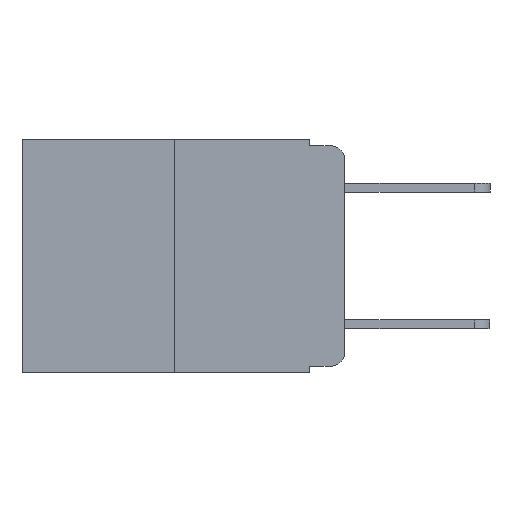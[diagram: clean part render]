
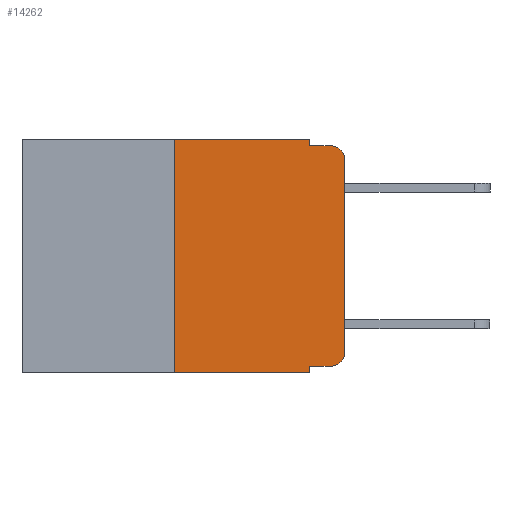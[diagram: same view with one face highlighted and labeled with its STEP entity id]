
A CAD part, left-side view. The second image highlights one B-rep face of the part: STEP entity #14262.
In plain terms, the highlighted planar face has unit normal (-1, 0, 0).
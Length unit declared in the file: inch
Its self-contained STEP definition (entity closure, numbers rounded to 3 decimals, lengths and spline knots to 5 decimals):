
#321 = ORIENTED_EDGE ( 'NONE', *, *, #3129, .T. ) ;
#342 = ORIENTED_EDGE ( 'NONE', *, *, #6551, .F. ) ;
#368 = VECTOR ( 'NONE', #17484, 39.37008 ) ;
#441 = FACE_OUTER_BOUND ( 'NONE', #16221, .T. ) ;
#647 = LINE ( 'NONE', #17499, #12108 ) ;
#740 = DIRECTION ( 'NONE',  ( -1., 0., 0. ) ) ;
#1013 = DIRECTION ( 'NONE',  ( 0., 0., 1. ) ) ;
#1722 = ORIENTED_EDGE ( 'NONE', *, *, #5222, .F. ) ;
#1849 = CARTESIAN_POINT ( 'NONE',  ( 0., 0.051, -0.343 ) ) ;
#1889 = VERTEX_POINT ( 'NONE', #9614 ) ;
#2070 = DIRECTION ( 'NONE',  ( 0., 0., -1. ) ) ;
#2119 = CARTESIAN_POINT ( 'NONE',  ( 0., 0.02, -0.01 ) ) ;
#2475 = ORIENTED_EDGE ( 'NONE', *, *, #4828, .F. ) ;
#2738 = CARTESIAN_POINT ( 'NONE',  ( 0., 0.25, -0.343 ) ) ;
#3129 = EDGE_CURVE ( 'NONE', #15063, #6635, #7445, .T. ) ;
#3130 = VERTEX_POINT ( 'NONE', #5070 ) ;
#3263 = CARTESIAN_POINT ( 'NONE',  ( 0., 0.051, 0. ) ) ;
#3460 = AXIS2_PLACEMENT_3D ( 'NONE', #16686, #8690, #17957 ) ;
#3511 = VECTOR ( 'NONE', #13589, 39.37008 ) ;
#3726 = CIRCLE ( 'NONE', #3760, 0.02 ) ;
#3760 = AXIS2_PLACEMENT_3D ( 'NONE', #9961, #740, #11303 ) ;
#3791 = DIRECTION ( 'NONE',  ( 0., 0., 1. ) ) ;
#4116 = ORIENTED_EDGE ( 'NONE', *, *, #5811, .F. ) ;
#4347 = ORIENTED_EDGE ( 'NONE', *, *, #14697, .T. ) ;
#4536 = LINE ( 'NONE', #17000, #3511 ) ;
#4583 = VERTEX_POINT ( 'NONE', #10829 ) ;
#4624 = CARTESIAN_POINT ( 'NONE',  ( 0., 0., -0.313 ) ) ;
#4647 = VECTOR ( 'NONE', #13981, 39.37008 ) ;
#4734 = VECTOR ( 'NONE', #15140, 39.37008 ) ;
#4828 = EDGE_CURVE ( 'NONE', #3130, #14701, #4536, .T. ) ;
#4873 = ORIENTED_EDGE ( 'NONE', *, *, #11558, .F. ) ;
#4930 = CARTESIAN_POINT ( 'NONE',  ( 0., 0.02, -0.03 ) ) ;
#5070 = CARTESIAN_POINT ( 'NONE',  ( 0., 0.25, 0. ) ) ;
#5222 = EDGE_CURVE ( 'NONE', #14701, #12466, #11329, .T. ) ;
#5360 = CARTESIAN_POINT ( 'NONE',  ( 0., 0.473, -0.343 ) ) ;
#5571 = CARTESIAN_POINT ( 'NONE',  ( 0., 0.051, 0. ) ) ;
#5733 = ORIENTED_EDGE ( 'NONE', *, *, #7234, .T. ) ;
#5811 = EDGE_CURVE ( 'NONE', #12663, #3130, #16679, .T. ) ;
#6551 = EDGE_CURVE ( 'NONE', #12466, #6635, #647, .T. ) ;
#6635 = VERTEX_POINT ( 'NONE', #2119 ) ;
#6688 = ORIENTED_EDGE ( 'NONE', *, *, #14757, .T. ) ;
#7044 = CARTESIAN_POINT ( 'NONE',  ( 0., 0.25, 0. ) ) ;
#7129 = ORIENTED_EDGE ( 'NONE', *, *, #15841, .T. ) ;
#7234 = EDGE_CURVE ( 'NONE', #1889, #4583, #8688, .T. ) ;
#7445 = CIRCLE ( 'NONE', #14106, 0.02 ) ;
#7912 = CARTESIAN_POINT ( 'NONE',  ( 0., 0.051, -0.01 ) ) ;
#8070 = VECTOR ( 'NONE', #2070, 39.37008 ) ;
#8105 = CARTESIAN_POINT ( 'NONE',  ( 0., 0.051, -0.333 ) ) ;
#8647 = LINE ( 'NONE', #5571, #4647 ) ;
#8688 = LINE ( 'NONE', #8105, #368 ) ;
#8690 = DIRECTION ( 'NONE',  ( 1., 0., 0. ) ) ;
#9013 = VERTEX_POINT ( 'NONE', #4624 ) ;
#9574 = DIRECTION ( 'NONE',  ( 0., -1., 0. ) ) ;
#9614 = CARTESIAN_POINT ( 'NONE',  ( 0., 0.051, -0.333 ) ) ;
#9753 = VECTOR ( 'NONE', #1013, 39.37008 ) ;
#9961 = CARTESIAN_POINT ( 'NONE',  ( 0., 0.02, -0.313 ) ) ;
#10829 = CARTESIAN_POINT ( 'NONE',  ( 0., 0.02, -0.333 ) ) ;
#11085 = DIRECTION ( 'NONE',  ( 0., 0., -1. ) ) ;
#11303 = DIRECTION ( 'NONE',  ( 0., 0., -1. ) ) ;
#11329 = LINE ( 'NONE', #3263, #8070 ) ;
#11558 = EDGE_CURVE ( 'NONE', #1889, #15219, #8647, .T. ) ;
#12108 = VECTOR ( 'NONE', #9574, 39.37008 ) ;
#12466 = VERTEX_POINT ( 'NONE', #7912 ) ;
#12663 = VERTEX_POINT ( 'NONE', #2738 ) ;
#12703 = PLANE ( 'NONE',  #3460 ) ;
#12870 = LINE ( 'NONE', #18050, #9753 ) ;
#13174 = VECTOR ( 'NONE', #3791, 39.37008 ) ;
#13589 = DIRECTION ( 'NONE',  ( 0., -1., 0. ) ) ;
#13797 = CARTESIAN_POINT ( 'NONE',  ( 0., 0.051, 0. ) ) ;
#13981 = DIRECTION ( 'NONE',  ( 0., 0., -1. ) ) ;
#14106 = AXIS2_PLACEMENT_3D ( 'NONE', #4930, #14241, #11085 ) ;
#14241 = DIRECTION ( 'NONE',  ( -1., 0., 0. ) ) ;
#14262 = ADVANCED_FACE ( 'NONE', ( #441 ), #12703, .F. ) ;
#14697 = EDGE_CURVE ( 'NONE', #12663, #15219, #15863, .T. ) ;
#14701 = VERTEX_POINT ( 'NONE', #13797 ) ;
#14757 = EDGE_CURVE ( 'NONE', #4583, #9013, #3726, .T. ) ;
#15063 = VERTEX_POINT ( 'NONE', #17124 ) ;
#15140 = DIRECTION ( 'NONE',  ( 0., -1., 0. ) ) ;
#15219 = VERTEX_POINT ( 'NONE', #1849 ) ;
#15841 = EDGE_CURVE ( 'NONE', #9013, #15063, #12870, .T. ) ;
#15863 = LINE ( 'NONE', #5360, #4734 ) ;
#16221 = EDGE_LOOP ( 'NONE', ( #7129, #321, #342, #1722, #2475, #4116, #4347, #4873, #5733, #6688 ) ) ;
#16679 = LINE ( 'NONE', #7044, #13174 ) ;
#16686 = CARTESIAN_POINT ( 'NONE',  ( 0., 0.473, 0. ) ) ;
#17000 = CARTESIAN_POINT ( 'NONE',  ( 0., 0.473, 0. ) ) ;
#17124 = CARTESIAN_POINT ( 'NONE',  ( 0., 0., -0.03 ) ) ;
#17484 = DIRECTION ( 'NONE',  ( 0., -1., 0. ) ) ;
#17499 = CARTESIAN_POINT ( 'NONE',  ( 0., 0.051, -0.01 ) ) ;
#17957 = DIRECTION ( 'NONE',  ( 0., 0., -1. ) ) ;
#18050 = CARTESIAN_POINT ( 'NONE',  ( 0., 0., 0. ) ) ;
